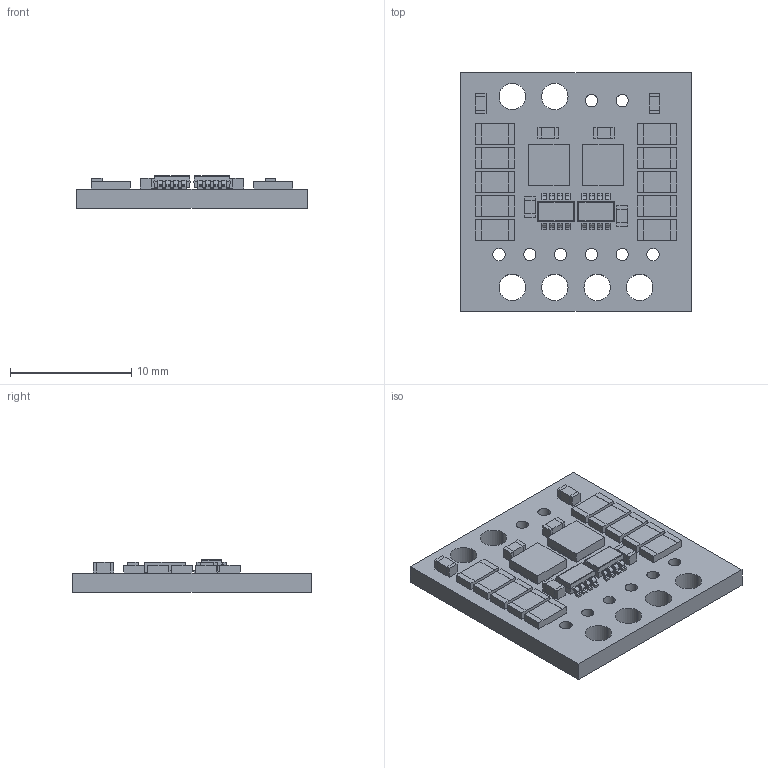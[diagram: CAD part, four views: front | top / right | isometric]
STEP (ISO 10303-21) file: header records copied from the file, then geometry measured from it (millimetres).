
FILE_DESCRIPTION (( 'STEP AP214' ), '1' );
FILE_NAME ('pololu-power-oring-ideal-diode-pair-4-60v-6a.step', '2025-05-07T00:41:24', ( '' ), ( '' ), 'SwSTEP 2.0', 'SolidWorks 2025', '' );
FILE_SCHEMA (( 'AUTOMOTIVE_DESIGN' ));
Length unit declared in the file: millimetre
Products named in the file (1): pololu-power-oring-ideal-diode-pair-4-60v-6a
Bounding box: 19.05 x 19.68 x 2.67 mm (x, y, z)
Volume: 619.2 mm3; surface area: 1113.3 mm2
Topology: 1 solids, 1 shells, 979 faces, 2734 edges, 1796 vertices
Faces by surface type: plane 696, bspline 175, cylinder 108
Entity records: 48330 total; most frequent: CARTESIAN_POINT 13417, ORIENTED_EDGE 5468, DIRECTION 4126, EDGE_CURVE 2734, LINE 2148, VECTOR 2148, VERTEX_POINT 1796, EDGE_LOOP 1090
